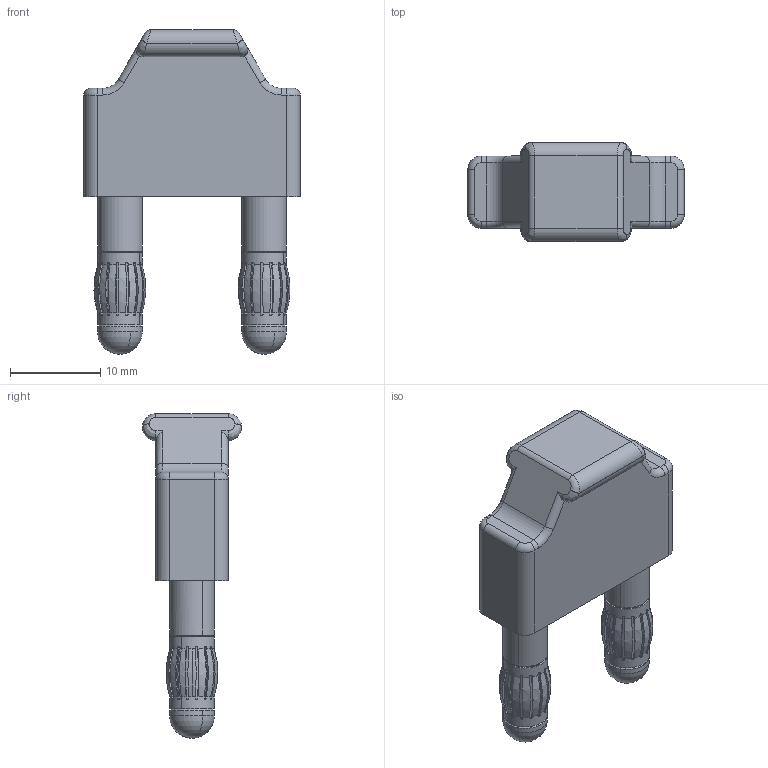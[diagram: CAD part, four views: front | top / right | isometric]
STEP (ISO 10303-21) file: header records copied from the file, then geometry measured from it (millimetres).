
FILE_DESCRIPTION(('CATIA V5 STEP Exchange','CAx-IF Rec.Pracs.--- Model Styling and Organization---1.4--- 2014-01-23'),'2;1');
FILE_NAME ('026571-2_1', '2021-12-08T10:39:41+00:00', ('none'), ('Weidmueller'), 'CATIA Version 5-6 Release 2016 SP3 HF44', 'CATIA V5 STEP AP214', 'none');
FILE_SCHEMA(('AUTOMOTIVE_DESIGN { 1 0 10303 214 1 1 1 1 }'));
Length unit declared in the file: millimetre
Products named in the file (1): 1925070000
Bounding box: 24 x 11 x 36 mm (x, y, z)
Volume: 5054.9 mm3; surface area: 3277.7 mm2
Topology: 6 solids, 6 shells, 320 faces, 1058 edges, 682 vertices
Faces by surface type: cylinder 118, plane 94, revolution 72, cone 12, sphere 8, bspline 8, torus 8
Entity records: 13811 total; most frequent: CARTESIAN_POINT 5146, ORIENTED_EDGE 2100, DIRECTION 1276, EDGE_CURVE 1050, VERTEX_POINT 682, VECTOR 510, LINE 510, AXIS2_PLACEMENT_3D 469
